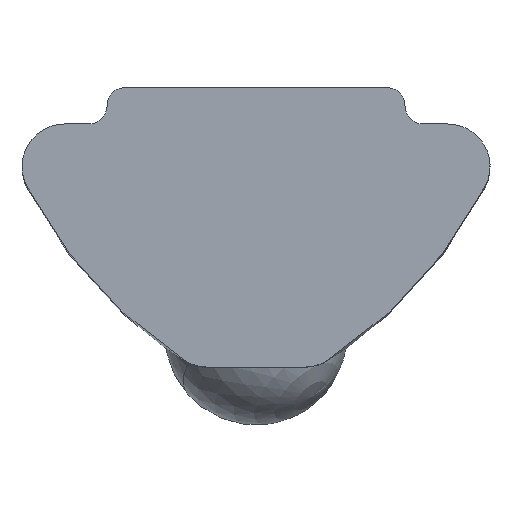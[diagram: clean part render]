
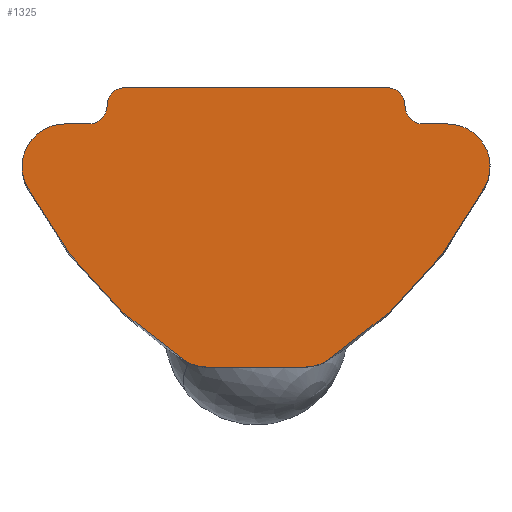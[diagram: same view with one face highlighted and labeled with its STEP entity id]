
A CAD part, top view. The second image highlights one B-rep face of the part: STEP entity #1325.
In plain terms, the highlighted planar face has unit normal (0, 0, 1).
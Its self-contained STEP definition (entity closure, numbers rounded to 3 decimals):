
#10 = ORIENTED_EDGE ( 'NONE', *, *, #1043, .T. ) ;
#34 = CARTESIAN_POINT ( 'NONE',  ( 2.45, -0.3, 12. ) ) ;
#45 = CARTESIAN_POINT ( 'NONE',  ( 2.15, 0., 12. ) ) ;
#58 = CIRCLE ( 'NONE', #1487, 0.7 ) ;
#60 = ORIENTED_EDGE ( 'NONE', *, *, #494, .T. ) ;
#76 = CIRCLE ( 'NONE', #1211, 0.7 ) ;
#102 = DIRECTION ( 'NONE',  ( -1., 0., 0. ) ) ;
#103 = CARTESIAN_POINT ( 'NONE',  ( -3.773, -1.62, 12. ) ) ;
#124 = ORIENTED_EDGE ( 'NONE', *, *, #765, .T. ) ;
#134 = DIRECTION ( 'NONE',  ( -1., 0., 0. ) ) ;
#165 = CARTESIAN_POINT ( 'NONE',  ( -2.45, -0.3, 12. ) ) ;
#174 = DIRECTION ( 'NONE',  ( -1., 0., 0. ) ) ;
#187 = CARTESIAN_POINT ( 'NONE',  ( 3.15, -1.3, 12. ) ) ;
#192 = EDGE_CURVE ( 'NONE', #514, #773, #1394, .T. ) ;
#207 = EDGE_CURVE ( 'NONE', #1040, #880, #58, .T. ) ;
#221 = EDGE_LOOP ( 'NONE', ( #256, #792, #10, #553, #1473, #124, #991, #677, #60, #594, #859, #297, #560, #1210, #390 ) ) ;
#233 = CARTESIAN_POINT ( 'NONE',  ( 1.179, -4.487, 12. ) ) ;
#247 = EDGE_CURVE ( 'NONE', #399, #1040, #1139, .T. ) ;
#256 = ORIENTED_EDGE ( 'NONE', *, *, #247, .F. ) ;
#274 = AXIS2_PLACEMENT_3D ( 'NONE', #1308, #714, #102 ) ;
#286 = CIRCLE ( 'NONE', #1065, 0.3 ) ;
#297 = ORIENTED_EDGE ( 'NONE', *, *, #1299, .F. ) ;
#299 = VERTEX_POINT ( 'NONE', #1550 ) ;
#300 = DIRECTION ( 'NONE',  ( 0., 0., -1. ) ) ;
#324 = VERTEX_POINT ( 'NONE', #103 ) ;
#344 = CARTESIAN_POINT ( 'NONE',  ( 2.45, -0.6, 12. ) ) ;
#349 = DIRECTION ( 'NONE',  ( -1., 0., 0. ) ) ;
#356 = EDGE_CURVE ( 'NONE', #324, #932, #76, .T. ) ;
#368 = DIRECTION ( 'NONE',  ( 0., 0., -1. ) ) ;
#376 = VERTEX_POINT ( 'NONE', #1175 ) ;
#383 = DIRECTION ( 'NONE',  ( 1., 0., 0. ) ) ;
#390 = ORIENTED_EDGE ( 'NONE', *, *, #207, .F. ) ;
#392 = CARTESIAN_POINT ( 'NONE',  ( -3.85, -1.3, 12. ) ) ;
#399 = VERTEX_POINT ( 'NONE', #816 ) ;
#403 = CARTESIAN_POINT ( 'NONE',  ( -2.899, 1.807, 12. ) ) ;
#429 = LINE ( 'NONE', #464, #1506 ) ;
#464 = CARTESIAN_POINT ( 'NONE',  ( -2.45, 0., 12. ) ) ;
#493 = CARTESIAN_POINT ( 'NONE',  ( 3.15, -1.3, 12. ) ) ;
#494 = EDGE_CURVE ( 'NONE', #989, #913, #1469, .T. ) ;
#495 = CARTESIAN_POINT ( 'NONE',  ( 2.899, 1.807, 12. ) ) ;
#496 = CARTESIAN_POINT ( 'NONE',  ( 3.15, -4.6, 12. ) ) ;
#502 = CIRCLE ( 'NONE', #838, 7.5 ) ;
#514 = VERTEX_POINT ( 'NONE', #45 ) ;
#530 = EDGE_CURVE ( 'NONE', #880, #717, #684, .T. ) ;
#533 = AXIS2_PLACEMENT_3D ( 'NONE', #1163, #559, #1533 ) ;
#551 = DIRECTION ( 'NONE',  ( -1., 0., 0. ) ) ;
#553 = ORIENTED_EDGE ( 'NONE', *, *, #1522, .F. ) ;
#559 = DIRECTION ( 'NONE',  ( 0., 0., 1. ) ) ;
#560 = ORIENTED_EDGE ( 'NONE', *, *, #1143, .F. ) ;
#594 = ORIENTED_EDGE ( 'NONE', *, *, #1014, .F. ) ;
#597 = VERTEX_POINT ( 'NONE', #1360 ) ;
#606 = FACE_OUTER_BOUND ( 'NONE', #221, .T. ) ;
#640 = AXIS2_PLACEMENT_3D ( 'NONE', #1240, #1097, #383 ) ;
#642 = DIRECTION ( 'NONE',  ( -1., 0., 0. ) ) ;
#660 = DIRECTION ( 'NONE',  ( -1., 0., 0. ) ) ;
#667 = CARTESIAN_POINT ( 'NONE',  ( -2.75, -0.6, 12. ) ) ;
#677 = ORIENTED_EDGE ( 'NONE', *, *, #1271, .F. ) ;
#683 = DIRECTION ( 'NONE',  ( 0., 0., -1. ) ) ;
#684 = LINE ( 'NONE', #496, #1314 ) ;
#714 = DIRECTION ( 'NONE',  ( 0., 0., -1. ) ) ;
#717 = VERTEX_POINT ( 'NONE', #1323 ) ;
#721 = CARTESIAN_POINT ( 'NONE',  ( -0.799, -3.9, 12. ) ) ;
#726 = CIRCLE ( 'NONE', #1385, 0.7 ) ;
#735 = DIRECTION ( 'NONE',  ( 0., 0., -1. ) ) ;
#758 = AXIS2_PLACEMENT_3D ( 'NONE', #721, #735, #349 ) ;
#765 = EDGE_CURVE ( 'NONE', #514, #299, #429, .T. ) ;
#773 = VERTEX_POINT ( 'NONE', #34 ) ;
#778 = PLANE ( 'NONE',  #1099 ) ;
#781 = DIRECTION ( 'NONE',  ( 0., 0., -1. ) ) ;
#792 = ORIENTED_EDGE ( 'NONE', *, *, #821, .F. ) ;
#800 = VECTOR ( 'NONE', #815, 1000. ) ;
#803 = CARTESIAN_POINT ( 'NONE',  ( 0.799, -3.9, 12. ) ) ;
#815 = DIRECTION ( 'NONE',  ( -1., 0., 0. ) ) ;
#816 = CARTESIAN_POINT ( 'NONE',  ( 3.773, -1.62, 12. ) ) ;
#821 = EDGE_CURVE ( 'NONE', #376, #399, #726, .T. ) ;
#838 = AXIS2_PLACEMENT_3D ( 'NONE', #495, #1368, #174 ) ;
#859 = ORIENTED_EDGE ( 'NONE', *, *, #356, .F. ) ;
#879 = AXIS2_PLACEMENT_3D ( 'NONE', #403, #1266, #1514 ) ;
#880 = VERTEX_POINT ( 'NONE', #993 ) ;
#913 = VERTEX_POINT ( 'NONE', #1366 ) ;
#915 = DIRECTION ( 'NONE',  ( 0., 0., -1. ) ) ;
#932 = VERTEX_POINT ( 'NONE', #392 ) ;
#962 = CIRCLE ( 'NONE', #274, 0.7 ) ;
#975 = DIRECTION ( 'NONE',  ( -1., 0., 0. ) ) ;
#983 = VECTOR ( 'NONE', #1482, 1000. ) ;
#989 = VERTEX_POINT ( 'NONE', #667 ) ;
#991 = ORIENTED_EDGE ( 'NONE', *, *, #1334, .F. ) ;
#993 = CARTESIAN_POINT ( 'NONE',  ( 0.799, -4.6, 12. ) ) ;
#1014 = EDGE_CURVE ( 'NONE', #932, #913, #962, .T. ) ;
#1022 = CARTESIAN_POINT ( 'NONE',  ( -1.179, -4.487, 12. ) ) ;
#1024 = DIRECTION ( 'NONE',  ( 0., 0., -1. ) ) ;
#1032 = LINE ( 'NONE', #344, #800 ) ;
#1040 = VERTEX_POINT ( 'NONE', #233 ) ;
#1043 = EDGE_CURVE ( 'NONE', #376, #597, #1032, .T. ) ;
#1065 = AXIS2_PLACEMENT_3D ( 'NONE', #1273, #300, #1264 ) ;
#1089 = CIRCLE ( 'NONE', #640, 0.3 ) ;
#1097 = DIRECTION ( 'NONE',  ( 0., 0., 1. ) ) ;
#1099 = AXIS2_PLACEMENT_3D ( 'NONE', #187, #781, #1148 ) ;
#1139 = CIRCLE ( 'NONE', #879, 7.5 ) ;
#1143 = EDGE_CURVE ( 'NONE', #717, #1491, #1234, .T. ) ;
#1148 = DIRECTION ( 'NONE',  ( -1., 0., 0. ) ) ;
#1163 = CARTESIAN_POINT ( 'NONE',  ( 2.75, -0.3, 12. ) ) ;
#1175 = CARTESIAN_POINT ( 'NONE',  ( 3.15, -0.6, 12. ) ) ;
#1185 = CARTESIAN_POINT ( 'NONE',  ( -3.15, -1.3, 12. ) ) ;
#1203 = VERTEX_POINT ( 'NONE', #165 ) ;
#1210 = ORIENTED_EDGE ( 'NONE', *, *, #530, .F. ) ;
#1211 = AXIS2_PLACEMENT_3D ( 'NONE', #1185, #683, #1536 ) ;
#1234 = CIRCLE ( 'NONE', #758, 0.7 ) ;
#1240 = CARTESIAN_POINT ( 'NONE',  ( -2.75, -0.3, 12. ) ) ;
#1264 = DIRECTION ( 'NONE',  ( -1., 0., 0. ) ) ;
#1266 = DIRECTION ( 'NONE',  ( 0., 0., -1. ) ) ;
#1271 = EDGE_CURVE ( 'NONE', #989, #1203, #1089, .T. ) ;
#1273 = CARTESIAN_POINT ( 'NONE',  ( -2.15, -0.3, 12. ) ) ;
#1299 = EDGE_CURVE ( 'NONE', #1491, #324, #502, .T. ) ;
#1308 = CARTESIAN_POINT ( 'NONE',  ( -3.15, -1.3, 12. ) ) ;
#1314 = VECTOR ( 'NONE', #975, 1000. ) ;
#1323 = CARTESIAN_POINT ( 'NONE',  ( -0.799, -4.6, 12. ) ) ;
#1325 = ADVANCED_FACE ( 'NONE', ( #606 ), #778, .F. ) ;
#1334 = EDGE_CURVE ( 'NONE', #1203, #299, #286, .T. ) ;
#1360 = CARTESIAN_POINT ( 'NONE',  ( 2.75, -0.6, 12. ) ) ;
#1366 = CARTESIAN_POINT ( 'NONE',  ( -3.15, -0.6, 12. ) ) ;
#1368 = DIRECTION ( 'NONE',  ( 0., 0., -1. ) ) ;
#1385 = AXIS2_PLACEMENT_3D ( 'NONE', #493, #368, #642 ) ;
#1387 = CIRCLE ( 'NONE', #533, 0.3 ) ;
#1394 = CIRCLE ( 'NONE', #1406, 0.3 ) ;
#1406 = AXIS2_PLACEMENT_3D ( 'NONE', #1412, #1024, #660 ) ;
#1412 = CARTESIAN_POINT ( 'NONE',  ( 2.15, -0.3, 12. ) ) ;
#1469 = LINE ( 'NONE', #1474, #983 ) ;
#1473 = ORIENTED_EDGE ( 'NONE', *, *, #192, .F. ) ;
#1474 = CARTESIAN_POINT ( 'NONE',  ( -2.45, -0.6, 12. ) ) ;
#1482 = DIRECTION ( 'NONE',  ( -1., 0., 0. ) ) ;
#1487 = AXIS2_PLACEMENT_3D ( 'NONE', #803, #915, #551 ) ;
#1491 = VERTEX_POINT ( 'NONE', #1022 ) ;
#1506 = VECTOR ( 'NONE', #134, 1000. ) ;
#1514 = DIRECTION ( 'NONE',  ( -1., 0., 0. ) ) ;
#1522 = EDGE_CURVE ( 'NONE', #773, #597, #1387, .T. ) ;
#1533 = DIRECTION ( 'NONE',  ( 1., 0., 0. ) ) ;
#1536 = DIRECTION ( 'NONE',  ( -1., 0., 0. ) ) ;
#1550 = CARTESIAN_POINT ( 'NONE',  ( -2.15, 0., 12. ) ) ;
